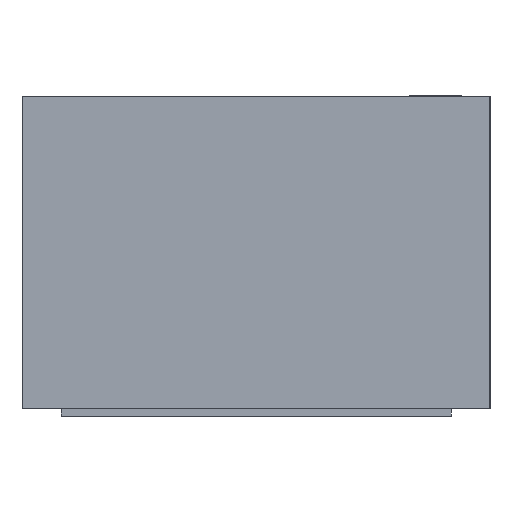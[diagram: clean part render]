
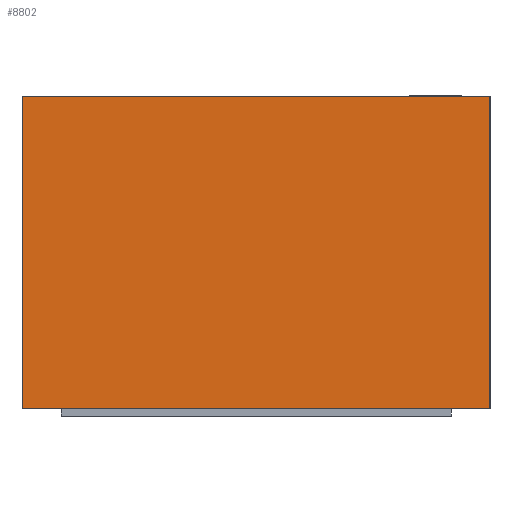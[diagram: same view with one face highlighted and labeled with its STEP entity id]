
A CAD part, left-side view. The second image highlights one B-rep face of the part: STEP entity #8802.
In plain terms, the highlighted planar face has unit normal (-1, 0, 0).
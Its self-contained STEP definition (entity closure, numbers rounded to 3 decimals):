
#50 = VERTEX_POINT ( 'NONE', #4343 ) ;
#289 = CARTESIAN_POINT ( 'NONE',  ( -0.5, -0.3, 0.41 ) ) ;
#517 = EDGE_LOOP ( 'NONE', ( #4281, #1678, #10730, #12357 ) ) ;
#562 = CARTESIAN_POINT ( 'NONE',  ( -0.5, -0.3, 0.01 ) ) ;
#883 = DIRECTION ( 'NONE',  ( 0., 0., -1. ) ) ;
#1678 = ORIENTED_EDGE ( 'NONE', *, *, #7293, .F. ) ;
#2524 = CARTESIAN_POINT ( 'NONE',  ( -0.5, -0.3, 0.41 ) ) ;
#2651 = LINE ( 'NONE', #289, #12105 ) ;
#3182 = VECTOR ( 'NONE', #4554, 1000. ) ;
#3188 = CARTESIAN_POINT ( 'NONE',  ( -0.5, 0.3, 0.41 ) ) ;
#3644 = DIRECTION ( 'NONE',  ( 1., 0., 0. ) ) ;
#3848 = LINE ( 'NONE', #14751, #5217 ) ;
#4077 = DIRECTION ( 'NONE',  ( 0., 0., -1. ) ) ;
#4122 = VERTEX_POINT ( 'NONE', #2524 ) ;
#4281 = ORIENTED_EDGE ( 'NONE', *, *, #7448, .T. ) ;
#4316 = EDGE_CURVE ( 'NONE', #50, #4122, #2651, .T. ) ;
#4343 = CARTESIAN_POINT ( 'NONE',  ( -0.5, 0.3, 0.41 ) ) ;
#4554 = DIRECTION ( 'NONE',  ( 0., -1., 0. ) ) ;
#5105 = EDGE_CURVE ( 'NONE', #50, #13594, #10263, .T. ) ;
#5217 = VECTOR ( 'NONE', #4077, 1000. ) ;
#5331 = DIRECTION ( 'NONE',  ( 0., -1., 0. ) ) ;
#5840 = CARTESIAN_POINT ( 'NONE',  ( -0.5, -0.3, 0.41 ) ) ;
#5843 = AXIS2_PLACEMENT_3D ( 'NONE', #5840, #3644, #7092 ) ;
#6726 = LINE ( 'NONE', #7963, #3182 ) ;
#7092 = DIRECTION ( 'NONE',  ( 0., 0., -1. ) ) ;
#7163 = CARTESIAN_POINT ( 'NONE',  ( -0.5, 0.3, 0.01 ) ) ;
#7293 = EDGE_CURVE ( 'NONE', #4122, #7896, #3848, .T. ) ;
#7448 = EDGE_CURVE ( 'NONE', #13594, #7896, #6726, .T. ) ;
#7896 = VERTEX_POINT ( 'NONE', #562 ) ;
#7963 = CARTESIAN_POINT ( 'NONE',  ( -0.5, -0.3, 0.01 ) ) ;
#8802 = ADVANCED_FACE ( 'NONE', ( #10641 ), #9407, .F. ) ;
#9407 = PLANE ( 'NONE',  #5843 ) ;
#10263 = LINE ( 'NONE', #3188, #12396 ) ;
#10641 = FACE_OUTER_BOUND ( 'NONE', #517, .T. ) ;
#10730 = ORIENTED_EDGE ( 'NONE', *, *, #4316, .F. ) ;
#12105 = VECTOR ( 'NONE', #5331, 1000. ) ;
#12357 = ORIENTED_EDGE ( 'NONE', *, *, #5105, .T. ) ;
#12396 = VECTOR ( 'NONE', #883, 1000. ) ;
#13594 = VERTEX_POINT ( 'NONE', #7163 ) ;
#14751 = CARTESIAN_POINT ( 'NONE',  ( -0.5, -0.3, 0.41 ) ) ;
